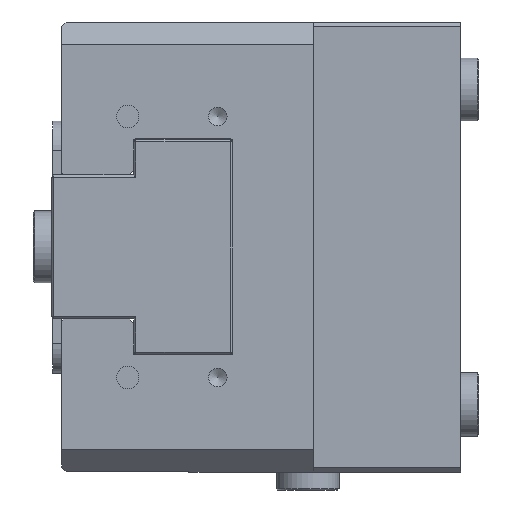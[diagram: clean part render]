
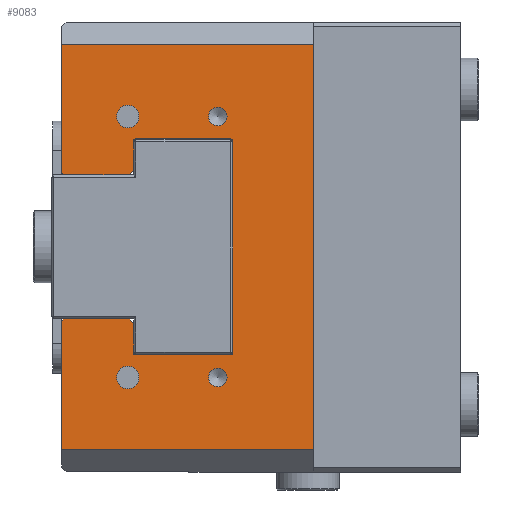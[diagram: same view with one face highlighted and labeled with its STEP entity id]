
A CAD part, left-side view. The second image highlights one B-rep face of the part: STEP entity #9083.
In plain terms, the highlighted planar face has unit normal (-1, 0, 0).
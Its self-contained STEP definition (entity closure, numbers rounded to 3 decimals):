
#400=CIRCLE('',#9748,0.4);
#408=CIRCLE('',#9758,0.4);
#411=CIRCLE('',#9763,0.4);
#414=CIRCLE('',#9768,0.4);
#416=CIRCLE('',#9774,2.067);
#417=CIRCLE('',#9775,2.067);
#418=CIRCLE('',#9776,2.067);
#419=CIRCLE('',#9777,2.067);
#420=CIRCLE('',#9778,2.5);
#421=CIRCLE('',#9779,2.5);
#422=CIRCLE('',#9780,2.5);
#423=CIRCLE('',#9781,2.5);
#777=FACE_BOUND('',#1736,.T.);
#778=FACE_BOUND('',#1737,.T.);
#779=FACE_BOUND('',#1738,.T.);
#780=FACE_BOUND('',#1739,.T.);
#919=PLANE('',#9773);
#1203=FACE_OUTER_BOUND('',#1735,.T.);
#1735=EDGE_LOOP('',(#6818,#6819,#6820,#6821,#6822,#6823,#6824,#6825,#6826,
#6827,#6828,#6829,#6830,#6831,#6832,#6833,#6834,#6835,#6836,#6837));
#1736=EDGE_LOOP('',(#6838,#6839));
#1737=EDGE_LOOP('',(#6840,#6841));
#1738=EDGE_LOOP('',(#6842,#6843));
#1739=EDGE_LOOP('',(#6844,#6845));
#2336=LINE('',#14243,#3031);
#2393=LINE('',#14539,#3088);
#2403=LINE('',#14574,#3098);
#2405=LINE('',#14585,#3100);
#2409=LINE('',#14599,#3104);
#2414=LINE('',#14610,#3109);
#2417=LINE('',#14614,#3112);
#2418=LINE('',#14617,#3113);
#2419=LINE('',#14619,#3114);
#2420=LINE('',#14620,#3115);
#2421=LINE('',#14622,#3116);
#2422=LINE('',#14624,#3117);
#2423=LINE('',#14626,#3118);
#2424=LINE('',#14628,#3119);
#2425=LINE('',#14630,#3120);
#2426=LINE('',#14631,#3121);
#3031=VECTOR('',#10722,10.);
#3088=VECTOR('',#10949,10.);
#3098=VECTOR('',#10979,10.);
#3100=VECTOR('',#10991,10.);
#3104=VECTOR('',#11005,10.);
#3109=VECTOR('',#11012,10.);
#3112=VECTOR('',#11017,10.);
#3113=VECTOR('',#11020,10.);
#3114=VECTOR('',#11021,10.);
#3115=VECTOR('',#11022,10.);
#3116=VECTOR('',#11023,10.);
#3117=VECTOR('',#11024,10.);
#3118=VECTOR('',#11025,10.);
#3119=VECTOR('',#11026,10.);
#3120=VECTOR('',#11027,10.);
#3121=VECTOR('',#11028,10.);
#4024=VERTEX_POINT('',#14240);
#4025=VERTEX_POINT('',#14242);
#4107=VERTEX_POINT('',#14529);
#4108=VERTEX_POINT('',#14530);
#4111=VERTEX_POINT('',#14538);
#4123=VERTEX_POINT('',#14564);
#4124=VERTEX_POINT('',#14565);
#4128=VERTEX_POINT('',#14578);
#4130=VERTEX_POINT('',#14584);
#4133=VERTEX_POINT('',#14592);
#4135=VERTEX_POINT('',#14598);
#4139=VERTEX_POINT('',#14607);
#4140=VERTEX_POINT('',#14609);
#4141=VERTEX_POINT('',#14616);
#4142=VERTEX_POINT('',#14618);
#4143=VERTEX_POINT('',#14621);
#4144=VERTEX_POINT('',#14623);
#4145=VERTEX_POINT('',#14625);
#4146=VERTEX_POINT('',#14627);
#4147=VERTEX_POINT('',#14629);
#4148=VERTEX_POINT('',#14632);
#4149=VERTEX_POINT('',#14633);
#4150=VERTEX_POINT('',#14636);
#4151=VERTEX_POINT('',#14637);
#4152=VERTEX_POINT('',#14640);
#4153=VERTEX_POINT('',#14641);
#4154=VERTEX_POINT('',#14644);
#4155=VERTEX_POINT('',#14645);
#5030=EDGE_CURVE('',#4024,#4025,#2336,.T.);
#5139=EDGE_CURVE('',#4107,#4108,#400,.T.);
#5143=EDGE_CURVE('',#4111,#4108,#2393,.T.);
#5156=EDGE_CURVE('',#4123,#4124,#408,.T.);
#5161=EDGE_CURVE('',#4107,#4124,#2403,.T.);
#5163=EDGE_CURVE('',#4111,#4128,#411,.T.);
#5166=EDGE_CURVE('',#4130,#4128,#2405,.T.);
#5170=EDGE_CURVE('',#4130,#4133,#414,.T.);
#5173=EDGE_CURVE('',#4135,#4133,#2409,.T.);
#5178=EDGE_CURVE('',#4139,#4140,#2414,.T.);
#5181=EDGE_CURVE('',#4123,#4140,#2417,.T.);
#5182=EDGE_CURVE('',#4139,#4141,#2418,.T.);
#5183=EDGE_CURVE('',#4142,#4141,#2419,.T.);
#5184=EDGE_CURVE('',#4142,#4025,#2420,.T.);
#5185=EDGE_CURVE('',#4143,#4024,#2421,.T.);
#5186=EDGE_CURVE('',#4144,#4143,#2422,.T.);
#5187=EDGE_CURVE('',#4144,#4145,#2423,.T.);
#5188=EDGE_CURVE('',#4146,#4145,#2424,.T.);
#5189=EDGE_CURVE('',#4146,#4147,#2425,.T.);
#5190=EDGE_CURVE('',#4135,#4147,#2426,.T.);
#5191=EDGE_CURVE('',#4148,#4149,#416,.T.);
#5192=EDGE_CURVE('',#4149,#4148,#417,.T.);
#5193=EDGE_CURVE('',#4150,#4151,#418,.T.);
#5194=EDGE_CURVE('',#4151,#4150,#419,.T.);
#5195=EDGE_CURVE('',#4152,#4153,#420,.T.);
#5196=EDGE_CURVE('',#4153,#4152,#421,.T.);
#5197=EDGE_CURVE('',#4154,#4155,#422,.T.);
#5198=EDGE_CURVE('',#4155,#4154,#423,.T.);
#6818=ORIENTED_EDGE('',*,*,#5178,.F.);
#6819=ORIENTED_EDGE('',*,*,#5182,.T.);
#6820=ORIENTED_EDGE('',*,*,#5183,.F.);
#6821=ORIENTED_EDGE('',*,*,#5184,.T.);
#6822=ORIENTED_EDGE('',*,*,#5030,.F.);
#6823=ORIENTED_EDGE('',*,*,#5185,.F.);
#6824=ORIENTED_EDGE('',*,*,#5186,.F.);
#6825=ORIENTED_EDGE('',*,*,#5187,.T.);
#6826=ORIENTED_EDGE('',*,*,#5188,.F.);
#6827=ORIENTED_EDGE('',*,*,#5189,.T.);
#6828=ORIENTED_EDGE('',*,*,#5190,.F.);
#6829=ORIENTED_EDGE('',*,*,#5173,.T.);
#6830=ORIENTED_EDGE('',*,*,#5170,.F.);
#6831=ORIENTED_EDGE('',*,*,#5166,.T.);
#6832=ORIENTED_EDGE('',*,*,#5163,.F.);
#6833=ORIENTED_EDGE('',*,*,#5143,.T.);
#6834=ORIENTED_EDGE('',*,*,#5139,.F.);
#6835=ORIENTED_EDGE('',*,*,#5161,.T.);
#6836=ORIENTED_EDGE('',*,*,#5156,.F.);
#6837=ORIENTED_EDGE('',*,*,#5181,.T.);
#6838=ORIENTED_EDGE('',*,*,#5191,.T.);
#6839=ORIENTED_EDGE('',*,*,#5192,.T.);
#6840=ORIENTED_EDGE('',*,*,#5193,.T.);
#6841=ORIENTED_EDGE('',*,*,#5194,.T.);
#6842=ORIENTED_EDGE('',*,*,#5195,.T.);
#6843=ORIENTED_EDGE('',*,*,#5196,.T.);
#6844=ORIENTED_EDGE('',*,*,#5197,.T.);
#6845=ORIENTED_EDGE('',*,*,#5198,.T.);
#9083=ADVANCED_FACE('',(#1203,#777,#778,#779,#780),#919,.T.);
#9748=AXIS2_PLACEMENT_3D('',#14531,#10941,#10942);
#9758=AXIS2_PLACEMENT_3D('',#14566,#10970,#10971);
#9763=AXIS2_PLACEMENT_3D('',#14579,#10984,#10985);
#9768=AXIS2_PLACEMENT_3D('',#14593,#10998,#10999);
#9773=AXIS2_PLACEMENT_3D('',#14615,#11018,#11019);
#9774=AXIS2_PLACEMENT_3D('',#14634,#11029,#11030);
#9775=AXIS2_PLACEMENT_3D('',#14635,#11031,#11032);
#9776=AXIS2_PLACEMENT_3D('',#14638,#11033,#11034);
#9777=AXIS2_PLACEMENT_3D('',#14639,#11035,#11036);
#9778=AXIS2_PLACEMENT_3D('',#14642,#11037,#11038);
#9779=AXIS2_PLACEMENT_3D('',#14643,#11039,#11040);
#9780=AXIS2_PLACEMENT_3D('',#14646,#11041,#11042);
#9781=AXIS2_PLACEMENT_3D('',#14647,#11043,#11044);
#10722=DIRECTION('',(0.,1.,0.));
#10941=DIRECTION('center_axis',(-1.,0.,0.));
#10942=DIRECTION('ref_axis',(0.,-0.707,-0.707));
#10949=DIRECTION('',(0.,0.,-1.));
#10970=DIRECTION('center_axis',(-1.,0.,0.));
#10971=DIRECTION('ref_axis',(0.,0.707,-0.707));
#10979=DIRECTION('',(0.,1.,0.));
#10984=DIRECTION('center_axis',(-1.,0.,0.));
#10985=DIRECTION('ref_axis',(0.,-0.707,0.707));
#10991=DIRECTION('',(0.,-1.,0.));
#10998=DIRECTION('center_axis',(-1.,0.,0.));
#10999=DIRECTION('ref_axis',(0.,0.707,0.707));
#11005=DIRECTION('',(0.,0.,1.));
#11012=DIRECTION('',(0.,-0.707,-0.707));
#11017=DIRECTION('',(0.,0.,1.));
#11018=DIRECTION('center_axis',(-1.,0.,0.));
#11019=DIRECTION('ref_axis',(0.,-1.,0.));
#11020=DIRECTION('',(0.,1.,0.));
#11021=DIRECTION('',(0.,-0.707,0.707));
#11022=DIRECTION('',(0.,0.,-1.));
#11023=DIRECTION('',(0.,0.,-1.));
#11024=DIRECTION('',(0.,-1.,0.));
#11025=DIRECTION('',(0.,0.,-1.));
#11026=DIRECTION('',(0.,0.707,0.707));
#11027=DIRECTION('',(0.,-1.,0.));
#11028=DIRECTION('',(0.,0.707,-0.707));
#11029=DIRECTION('center_axis',(1.,0.,0.));
#11030=DIRECTION('ref_axis',(0.,0.,
-1.));
#11031=DIRECTION('center_axis',(1.,0.,0.));
#11032=DIRECTION('ref_axis',(0.,0.,
-1.));
#11033=DIRECTION('center_axis',(1.,0.,0.));
#11034=DIRECTION('ref_axis',(0.,0.,
-1.));
#11035=DIRECTION('center_axis',(1.,0.,0.));
#11036=DIRECTION('ref_axis',(0.,0.,
-1.));
#11037=DIRECTION('center_axis',(1.,0.,0.));
#11038=DIRECTION('ref_axis',(0.,0.,
-1.));
#11039=DIRECTION('center_axis',(1.,0.,0.));
#11040=DIRECTION('ref_axis',(0.,0.,
-1.));
#11041=DIRECTION('center_axis',(1.,0.,0.));
#11042=DIRECTION('ref_axis',(0.,0.,
-1.));
#11043=DIRECTION('center_axis',(1.,0.,0.));
#11044=DIRECTION('ref_axis',(0.,0.,
-1.));
#14240=CARTESIAN_POINT('',(-117.,-11.65,-45.));
#14242=CARTESIAN_POINT('',(-117.,44.35,-45.));
#14243=CARTESIAN_POINT('',(-117.,24.202,-45.));
#14529=CARTESIAN_POINT('',(-117.,6.75,-24.));
#14530=CARTESIAN_POINT('',(-117.,6.35,-23.6));
#14531=CARTESIAN_POINT('Origin',(-117.,6.75,-23.6));
#14538=CARTESIAN_POINT('',(-117.,6.35,23.6));
#14539=CARTESIAN_POINT('',(-117.,6.35,12.));
#14564=CARTESIAN_POINT('',(-117.,28.35,-23.6));
#14565=CARTESIAN_POINT('',(-117.,27.95,-24.));
#14566=CARTESIAN_POINT('Origin',(-117.,27.95,-23.6));
#14574=CARTESIAN_POINT('',(-117.,25.35,-24.));
#14578=CARTESIAN_POINT('',(-117.,6.75,24.));
#14579=CARTESIAN_POINT('Origin',(-117.,6.75,23.6));
#14584=CARTESIAN_POINT('',(-117.,27.95,24.));
#14585=CARTESIAN_POINT('',(-117.,36.35,24.));
#14592=CARTESIAN_POINT('',(-117.,28.35,23.6));
#14593=CARTESIAN_POINT('Origin',(-117.,27.95,23.6));
#14598=CARTESIAN_POINT('',(-117.,28.35,17.));
#14599=CARTESIAN_POINT('',(-117.,28.35,8.));
#14607=CARTESIAN_POINT('',(-117.,29.35,-16.));
#14609=CARTESIAN_POINT('',(-117.,28.35,-17.));
#14610=CARTESIAN_POINT('',(-117.,36.85,-8.5));
#14614=CARTESIAN_POINT('',(-117.,28.35,-12.));
#14615=CARTESIAN_POINT('Origin',(-117.,44.35,0.));
#14616=CARTESIAN_POINT('',(-117.,43.85,-16.));
#14617=CARTESIAN_POINT('',(-117.,36.35,-16.));
#14618=CARTESIAN_POINT('',(-117.,44.35,-16.5));
#14619=CARTESIAN_POINT('',(-117.,40.1,-12.25));
#14620=CARTESIAN_POINT('',(-117.,44.35,0.));
#14621=CARTESIAN_POINT('',(-117.,-11.65,45.));
#14622=CARTESIAN_POINT('',(-117.,-11.65,0.));
#14623=CARTESIAN_POINT('',(-117.,44.35,45.));
#14624=CARTESIAN_POINT('',(-117.,24.202,45.));
#14625=CARTESIAN_POINT('',(-117.,44.35,16.5));
#14626=CARTESIAN_POINT('',(-117.,44.35,0.));
#14627=CARTESIAN_POINT('',(-117.,43.85,16.));
#14628=CARTESIAN_POINT('',(-117.,40.1,12.25));
#14629=CARTESIAN_POINT('',(-117.,29.35,16.));
#14630=CARTESIAN_POINT('',(-117.,48.975,16.));
#14631=CARTESIAN_POINT('',(-117.,36.85,8.5));
#14632=CARTESIAN_POINT('',(-117.,9.65,-31.067));
#14633=CARTESIAN_POINT('',(-117.,9.65,-26.933));
#14634=CARTESIAN_POINT('Origin',(-117.,9.65,-29.));
#14635=CARTESIAN_POINT('Origin',(-117.,9.65,-29.));
#14636=CARTESIAN_POINT('',(-117.,9.65,26.933));
#14637=CARTESIAN_POINT('',(-117.,9.65,31.067));
#14638=CARTESIAN_POINT('Origin',(-117.,9.65,29.));
#14639=CARTESIAN_POINT('Origin',(-117.,9.65,29.));
#14640=CARTESIAN_POINT('',(-117.,29.65,26.5));
#14641=CARTESIAN_POINT('',(-117.,29.65,31.5));
#14642=CARTESIAN_POINT('Origin',(-117.,29.65,29.));
#14643=CARTESIAN_POINT('Origin',(-117.,29.65,29.));
#14644=CARTESIAN_POINT('',(-117.,29.65,-31.5));
#14645=CARTESIAN_POINT('',(-117.,29.65,-26.5));
#14646=CARTESIAN_POINT('Origin',(-117.,29.65,-29.));
#14647=CARTESIAN_POINT('Origin',(-117.,29.65,-29.));
